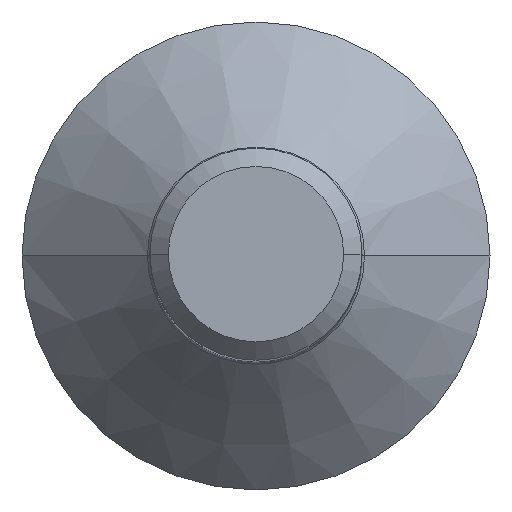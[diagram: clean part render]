
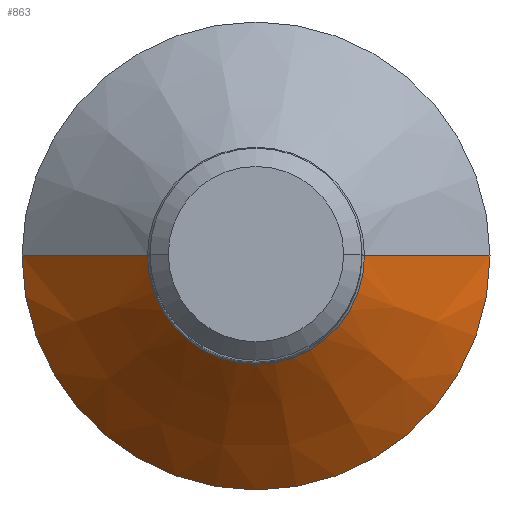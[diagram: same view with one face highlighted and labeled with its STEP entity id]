
A CAD part, top view. The second image highlights one B-rep face of the part: STEP entity #863.
In plain terms, the highlighted conical face has half-angle 45 degrees and reference radius 5.517 mm.
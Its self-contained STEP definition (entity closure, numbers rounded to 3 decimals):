
#7 = DIRECTION ( 'NONE',  ( 0., 0., -1. ) ) ;
#14 = LINE ( 'NONE', #638, #247 ) ;
#40 = DIRECTION ( 'NONE',  ( 0.707, 0., -0.707 ) ) ;
#97 = EDGE_LOOP ( 'NONE', ( #773, #137, #828, #181 ) ) ;
#99 = CARTESIAN_POINT ( 'NONE',  ( 5.517, 0., 0. ) ) ;
#102 = CARTESIAN_POINT ( 'NONE',  ( 0., 0., 0. ) ) ;
#103 = CARTESIAN_POINT ( 'NONE',  ( -5.517, 0., 0. ) ) ;
#137 = ORIENTED_EDGE ( 'NONE', *, *, #198, .T. ) ;
#157 = VERTEX_POINT ( 'NONE', #543 ) ;
#169 = VERTEX_POINT ( 'NONE', #477 ) ;
#181 = ORIENTED_EDGE ( 'NONE', *, *, #602, .T. ) ;
#198 = EDGE_CURVE ( 'NONE', #157, #579, #536, .T. ) ;
#247 = VECTOR ( 'NONE', #40, 1000. ) ;
#290 = CARTESIAN_POINT ( 'NONE',  ( -2.559, 0., 2.959 ) ) ;
#323 = EDGE_CURVE ( 'NONE', #579, #169, #577, .T. ) ;
#325 = FACE_OUTER_BOUND ( 'NONE', #97, .T. ) ;
#334 = CARTESIAN_POINT ( 'NONE',  ( 0., 0., 0. ) ) ;
#342 = VERTEX_POINT ( 'NONE', #99 ) ;
#373 = AXIS2_PLACEMENT_3D ( 'NONE', #408, #7, #468 ) ;
#404 = VECTOR ( 'NONE', #759, 1000. ) ;
#408 = CARTESIAN_POINT ( 'NONE',  ( 0., 0., 2.959 ) ) ;
#417 = CIRCLE ( 'NONE', #618, 5.517 ) ;
#418 = EDGE_CURVE ( 'NONE', #157, #342, #14, .T. ) ;
#456 = DIRECTION ( 'NONE',  ( 0., 0., -1. ) ) ;
#468 = DIRECTION ( 'NONE',  ( 1., 0., 0. ) ) ;
#477 = CARTESIAN_POINT ( 'NONE',  ( -5.517, 0., 0. ) ) ;
#496 = DIRECTION ( 'NONE',  ( 0., 0., 1. ) ) ;
#525 = DIRECTION ( 'NONE',  ( -1., 0., 0. ) ) ;
#536 = CIRCLE ( 'NONE', #373, 2.559 ) ;
#543 = CARTESIAN_POINT ( 'NONE',  ( 2.559, 0., 2.959 ) ) ;
#577 = LINE ( 'NONE', #103, #404 ) ;
#579 = VERTEX_POINT ( 'NONE', #290 ) ;
#602 = EDGE_CURVE ( 'NONE', #169, #342, #417, .T. ) ;
#618 = AXIS2_PLACEMENT_3D ( 'NONE', #102, #496, #634 ) ;
#634 = DIRECTION ( 'NONE',  ( -1., 0., 0. ) ) ;
#638 = CARTESIAN_POINT ( 'NONE',  ( 5.517, 0., 0. ) ) ;
#671 = AXIS2_PLACEMENT_3D ( 'NONE', #334, #456, #525 ) ;
#691 = CONICAL_SURFACE ( 'NONE', #671, 5.517, 0.785 ) ;
#759 = DIRECTION ( 'NONE',  ( -0.707, 0., -0.707 ) ) ;
#773 = ORIENTED_EDGE ( 'NONE', *, *, #418, .F. ) ;
#828 = ORIENTED_EDGE ( 'NONE', *, *, #323, .T. ) ;
#863 = ADVANCED_FACE ( 'NONE', ( #325 ), #691, .T. ) ;
